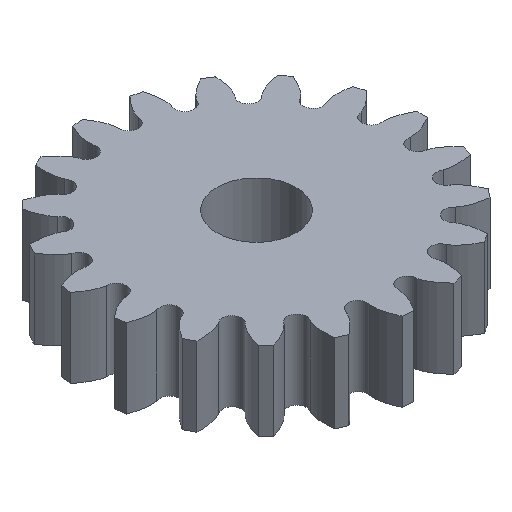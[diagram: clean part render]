
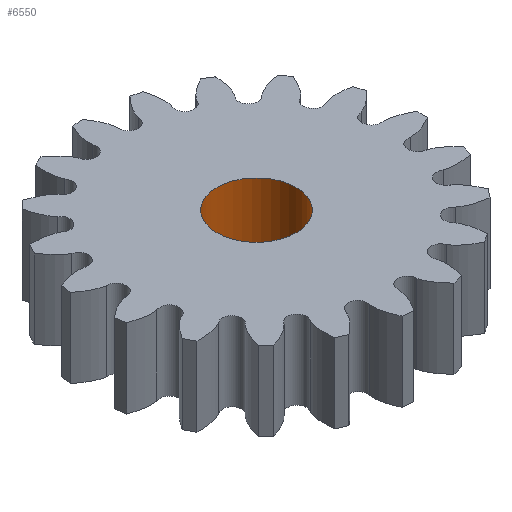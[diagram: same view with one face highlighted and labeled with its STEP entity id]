
A CAD part, isometric view. The second image highlights one B-rep face of the part: STEP entity #6550.
In plain terms, the highlighted cylindrical face has radius 2.5 mm (diameter 5 mm), a full revolution.
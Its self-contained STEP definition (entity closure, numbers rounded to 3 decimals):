
#49 = PLANE('',#50);
#50 = AXIS2_PLACEMENT_3D('',#51,#52,#53);
#51 = CARTESIAN_POINT('',(0.,0.,0.));
#52 = DIRECTION('',(0.,0.,1.));
#53 = DIRECTION('',(1.,0.,0.));
#110 = PLANE('',#111);
#111 = AXIS2_PLACEMENT_3D('',#112,#113,#114);
#112 = CARTESIAN_POINT('',(0.,0.,5.));
#113 = DIRECTION('',(0.,-0.,-1.));
#114 = DIRECTION('',(-1.,0.,0.));
#2688 = EDGE_CURVE('',#2689,#2689,#2691,.T.);
#2689 = VERTEX_POINT('',#2690);
#2690 = CARTESIAN_POINT('',(2.5,0.,0.));
#2691 = SURFACE_CURVE('',#2692,(#2697,#2704),.PCURVE_S1.);
#2692 = CIRCLE('',#2693,2.5);
#2693 = AXIS2_PLACEMENT_3D('',#2694,#2695,#2696);
#2694 = CARTESIAN_POINT('',(0.,0.,0.));
#2695 = DIRECTION('',(0.,0.,1.));
#2696 = DIRECTION('',(1.,0.,0.));
#2697 = PCURVE('',#49,#2698);
#2698 = DEFINITIONAL_REPRESENTATION('',(#2699),#2703);
#2699 = CIRCLE('',#2700,2.5);
#2700 = AXIS2_PLACEMENT_2D('',#2701,#2702);
#2701 = CARTESIAN_POINT('',(0.,0.));
#2702 = DIRECTION('',(1.,0.));
#2703 = ( GEOMETRIC_REPRESENTATION_CONTEXT(2) 
PARAMETRIC_REPRESENTATION_CONTEXT() REPRESENTATION_CONTEXT('2D SPACE',''
  ) );
#2704 = PCURVE('',#2705,#2710);
#2705 = CYLINDRICAL_SURFACE('',#2706,2.5);
#2706 = AXIS2_PLACEMENT_3D('',#2707,#2708,#2709);
#2707 = CARTESIAN_POINT('',(0.,0.,20.974));
#2708 = DIRECTION('',(0.,0.,1.));
#2709 = DIRECTION('',(1.,0.,0.));
#2710 = DEFINITIONAL_REPRESENTATION('',(#2711),#2715);
#2711 = LINE('',#2712,#2713);
#2712 = CARTESIAN_POINT('',(-6.283,-20.974));
#2713 = VECTOR('',#2714,1.);
#2714 = DIRECTION('',(1.,-0.));
#2715 = ( GEOMETRIC_REPRESENTATION_CONTEXT(2) 
PARAMETRIC_REPRESENTATION_CONTEXT() REPRESENTATION_CONTEXT('2D SPACE',''
  ) );
#4622 = EDGE_CURVE('',#4623,#4623,#4625,.T.);
#4623 = VERTEX_POINT('',#4624);
#4624 = CARTESIAN_POINT('',(2.5,0.,5.));
#4625 = SURFACE_CURVE('',#4626,(#4631,#4638),.PCURVE_S1.);
#4626 = CIRCLE('',#4627,2.5);
#4627 = AXIS2_PLACEMENT_3D('',#4628,#4629,#4630);
#4628 = CARTESIAN_POINT('',(0.,0.,5.));
#4629 = DIRECTION('',(0.,-0.,-1.));
#4630 = DIRECTION('',(1.,0.,0.));
#4631 = PCURVE('',#110,#4632);
#4632 = DEFINITIONAL_REPRESENTATION('',(#4633),#4637);
#4633 = CIRCLE('',#4634,2.5);
#4634 = AXIS2_PLACEMENT_2D('',#4635,#4636);
#4635 = CARTESIAN_POINT('',(0.,0.));
#4636 = DIRECTION('',(-1.,0.));
#4637 = ( GEOMETRIC_REPRESENTATION_CONTEXT(2) 
PARAMETRIC_REPRESENTATION_CONTEXT() REPRESENTATION_CONTEXT('2D SPACE',''
  ) );
#4638 = PCURVE('',#2705,#4639);
#4639 = DEFINITIONAL_REPRESENTATION('',(#4640),#4644);
#4640 = LINE('',#4641,#4642);
#4641 = CARTESIAN_POINT('',(-0.,-15.974));
#4642 = VECTOR('',#4643,1.);
#4643 = DIRECTION('',(-1.,-0.));
#4644 = ( GEOMETRIC_REPRESENTATION_CONTEXT(2) 
PARAMETRIC_REPRESENTATION_CONTEXT() REPRESENTATION_CONTEXT('2D SPACE',''
  ) );
#6550 = ADVANCED_FACE('',(#6551),#2705,.F.);
#6551 = FACE_BOUND('',#6552,.T.);
#6552 = EDGE_LOOP('',(#6553,#6554,#6575,#6576));
#6553 = ORIENTED_EDGE('',*,*,#4622,.F.);
#6554 = ORIENTED_EDGE('',*,*,#6555,.T.);
#6555 = EDGE_CURVE('',#4623,#2689,#6556,.T.);
#6556 = SEAM_CURVE('',#6557,(#6561,#6568),.PCURVE_S1.);
#6557 = LINE('',#6558,#6559);
#6558 = CARTESIAN_POINT('',(2.5,0.,20.974));
#6559 = VECTOR('',#6560,1.);
#6560 = DIRECTION('',(0.,0.,-1.));
#6561 = PCURVE('',#2705,#6562);
#6562 = DEFINITIONAL_REPRESENTATION('',(#6563),#6567);
#6563 = LINE('',#6564,#6565);
#6564 = CARTESIAN_POINT('',(-0.,0.));
#6565 = VECTOR('',#6566,1.);
#6566 = DIRECTION('',(-0.,-1.));
#6567 = ( GEOMETRIC_REPRESENTATION_CONTEXT(2) 
PARAMETRIC_REPRESENTATION_CONTEXT() REPRESENTATION_CONTEXT('2D SPACE',''
  ) );
#6568 = PCURVE('',#2705,#6569);
#6569 = DEFINITIONAL_REPRESENTATION('',(#6570),#6574);
#6570 = LINE('',#6571,#6572);
#6571 = CARTESIAN_POINT('',(-6.283,0.));
#6572 = VECTOR('',#6573,1.);
#6573 = DIRECTION('',(-0.,-1.));
#6574 = ( GEOMETRIC_REPRESENTATION_CONTEXT(2) 
PARAMETRIC_REPRESENTATION_CONTEXT() REPRESENTATION_CONTEXT('2D SPACE',''
  ) );
#6575 = ORIENTED_EDGE('',*,*,#2688,.F.);
#6576 = ORIENTED_EDGE('',*,*,#6555,.F.);
